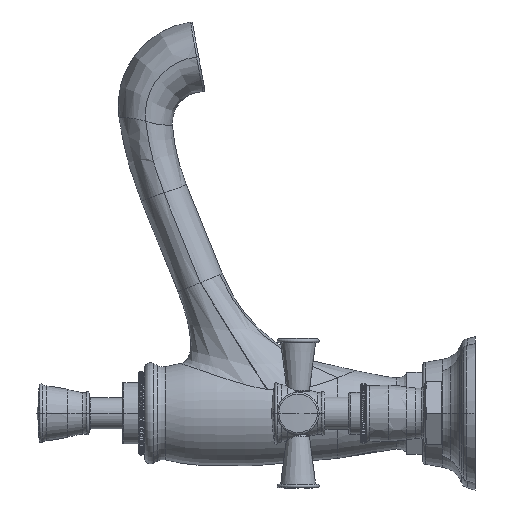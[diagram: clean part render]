
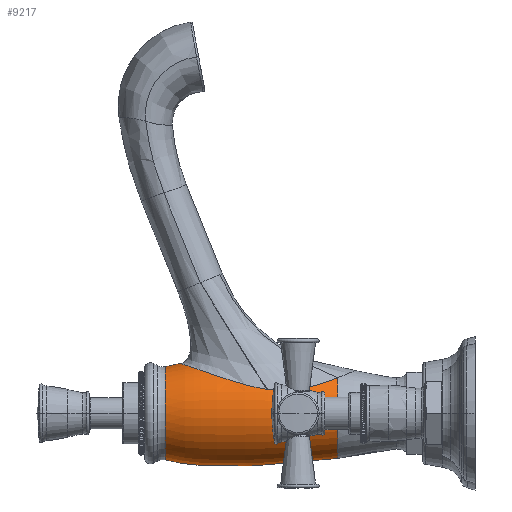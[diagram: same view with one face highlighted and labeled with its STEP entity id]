
A CAD part, left-side view. The second image highlights one B-rep face of the part: STEP entity #9217.
In plain terms, the highlighted face is a revolution surface.
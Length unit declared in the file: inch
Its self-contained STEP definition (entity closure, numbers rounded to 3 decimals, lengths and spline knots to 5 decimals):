
#559=CARTESIAN_POINT('',(-0.8119,4.805,
0.));
#561=CARTESIAN_POINT('',(-0.8119,4.805,
0.));
#562=CARTESIAN_POINT('',(-0.79834,4.88749,
0.));
#563=CARTESIAN_POINT('',(-0.78135,4.97002,
0.));
#564=CARTESIAN_POINT('',(-0.76006,5.05263,
0.));
#964=CARTESIAN_POINT('',(0.,2.2403,0.));
#965=DIRECTION('',(0.,1.,0.));
#966=DIRECTION('',(1.,0.,0.));
#967=AXIS2_PLACEMENT_3D('',#964,#965,#966);
#985=CARTESIAN_POINT('',(-0.38877,3.38,
-0.75));
#986=CARTESIAN_POINT('',(-0.38203,3.3295,
-0.75));
#987=CARTESIAN_POINT('',(-0.37475,3.25334,
-0.74788));
#988=CARTESIAN_POINT('',(-0.37184,3.15168,
-0.74068));
#989=CARTESIAN_POINT('',(-0.37318,3.07561,
-0.73307));
#990=CARTESIAN_POINT('',(-0.37802,2.99994,
-0.72322));
#991=CARTESIAN_POINT('',(-0.38623,2.92489,
-0.71112));
#992=CARTESIAN_POINT('',(-0.39752,2.85065,
-0.69675));
#993=CARTESIAN_POINT('',(-0.41158,2.77737,
-0.68007));
#994=CARTESIAN_POINT('',(-0.42801,2.70518,
-0.66103));
#995=CARTESIAN_POINT('',(-0.44646,2.63417,
-0.63956));
#996=CARTESIAN_POINT('',(-0.46656,2.56442,
-0.61555));
#997=CARTESIAN_POINT('',(-0.48797,2.49606,
-0.58885));
#998=CARTESIAN_POINT('',(-0.51037,2.42921,
-0.55929));
#999=CARTESIAN_POINT('',(-0.54114,2.34233,
-0.51576));
#1000=CARTESIAN_POINT('',(-0.56479,2.28002,
-0.47806));
#1001=CARTESIAN_POINT('',(-0.58035,2.2403,
-0.45021));
#1003=CARTESIAN_POINT('',(0.7345,2.2403,0.));
#1004=CARTESIAN_POINT('',(0.75737,2.43026,0.));
#1005=CARTESIAN_POINT('',(0.83236,3.08476,0.));
#1006=CARTESIAN_POINT('',(0.89196,4.02693,0.));
#1007=CARTESIAN_POINT('',(0.83313,4.76915,0.));
#1008=CARTESIAN_POINT('',(0.76006,5.05263,0.));
#1010=CARTESIAN_POINT('',(0.,5.05263,0.));
#1011=DIRECTION('',(0.,1.,0.));
#1012=DIRECTION('',(1.,0.,0.));
#1013=AXIS2_PLACEMENT_3D('',#1010,#1011,#1012);
#1015=CARTESIAN_POINT('',(-0.8119,4.805,
0.));
#1016=CARTESIAN_POINT('',(-0.8119,4.805,
-0.01866));
#1017=CARTESIAN_POINT('',(-0.81104,4.80234,
-0.05599));
#1018=CARTESIAN_POINT('',(-0.80727,4.79064,
-0.11076));
#1019=CARTESIAN_POINT('',(-0.80124,4.77199,
-0.16333));
#1020=CARTESIAN_POINT('',(-0.79322,4.74739,
-0.21308));
#1021=CARTESIAN_POINT('',(-0.78354,4.71786,
-0.25974));
#1022=CARTESIAN_POINT('',(-0.76874,4.67312,
-0.31773));
#1023=CARTESIAN_POINT('',(-0.74732,4.60914,
-0.38254));
#1024=CARTESIAN_POINT('',(-0.71832,4.52396,
-0.44944));
#1025=CARTESIAN_POINT('',(-0.67651,4.40274,
-0.5262));
#1026=CARTESIAN_POINT('',(-0.62018,4.24137,
-0.60217));
#1027=CARTESIAN_POINT('',(-0.55191,4.03849,
-0.66884));
#1028=CARTESIAN_POINT('',(-0.48692,3.82899,
-0.71502));
#1029=CARTESIAN_POINT('',(-0.42956,3.6141,
-0.74283));
#1030=CARTESIAN_POINT('',(-0.40099,3.46746,
-0.7496));
#1031=CARTESIAN_POINT('',(-0.39062,3.39356,
-0.74997));
#1033=CARTESIAN_POINT('',(-0.39062,3.39356,
-0.74997));
#1034=CARTESIAN_POINT('',(-0.38999,3.38904,
-0.74999));
#1035=CARTESIAN_POINT('',(-0.38937,3.38452,
-0.75));
#1036=CARTESIAN_POINT('',(-0.38877,3.38,
-0.75));
#6526=CARTESIAN_POINT('',(0.76006,5.05263,0.));
#6527=VERTEX_POINT('',#6526);
#6529=CARTESIAN_POINT('',(-0.76006,5.05263,0.));
#6531=VERTEX_POINT('',#6529);
#6533=VERTEX_POINT('',#559);
#6534=VERTEX_POINT('',#1003);
#6629=CARTESIAN_POINT('',(-0.58035,2.2403,
-0.45021));
#6630=VERTEX_POINT('',#6629);
#6631=VERTEX_POINT('',#985);
#6632=VERTEX_POINT('',#1031);
#9194=CARTESIAN_POINT('',(0.76006,5.05263,0.));
#9195=CARTESIAN_POINT('',(0.83313,4.76915,0.));
#9196=CARTESIAN_POINT('',(0.89196,4.02693,0.));
#9197=CARTESIAN_POINT('',(0.83236,3.08476,0.));
#9198=CARTESIAN_POINT('',(0.75737,2.43026,0.));
#9199=CARTESIAN_POINT('',(0.7345,2.2403,0.));
#9201=CARTESIAN_POINT('',(0.,5.6165,0.));
#9202=DIRECTION('',(0.,-1.,0.));
#9203=AXIS1_PLACEMENT('',#9201,#9202);
#9204=SURFACE_OF_REVOLUTION('',#9200,#9203);
#9206=ORIENTED_EDGE('',*,*,#9205,.T.);
#9207=ORIENTED_EDGE('',*,*,#9186,.F.);
#9208=ORIENTED_EDGE('',*,*,#8467,.T.);
#9209=ORIENTED_EDGE('',*,*,#8431,.T.);
#9210=ORIENTED_EDGE('',*,*,#8464,.F.);
#9212=ORIENTED_EDGE('',*,*,#9211,.T.);
#9214=ORIENTED_EDGE('',*,*,#9213,.T.);
#9215=EDGE_LOOP('',(#9206,#9207,#9208,#9209,#9210,#9212,#9214));
#9216=FACE_OUTER_BOUND('',#9215,.F.);
#9217=ADVANCED_FACE('',(#9216),#9204,.T.);
#565=B_SPLINE_CURVE_WITH_KNOTS('',3,(#561,#562,#563,#564),.UNSPECIFIED.,.F.,.F.,
(4,4),(0.,1.),.UNSPECIFIED.);
#968=CIRCLE('',#967,0.7345);
#1002=B_SPLINE_CURVE_WITH_KNOTS('',3,(#985,#986,#987,#988,#989,#990,#991,#992,
#993,#994,#995,#996,#997,#998,#999,#1000,#1001),.UNSPECIFIED.,.F.,.F.,(4,1,1,1,
1,1,1,1,1,1,1,1,1,1,4),(0.,0.125,0.1875,
0.25,0.3125,0.375,0.4375,
0.5,0.5625,0.625,0.6875,
0.75,0.8125,0.875,1.),.UNSPECIFIED.);
#1009=B_SPLINE_CURVE_WITH_KNOTS('',3,(#1003,#1004,#1005,#1006,#1007,#1008),
.UNSPECIFIED.,.F.,.F.,(4,1,1,4),(0.,0.20266,0.6966,1.),
.UNSPECIFIED.);
#1014=CIRCLE('',#1013,0.76006);
#1032=B_SPLINE_CURVE_WITH_KNOTS('',3,(#1015,#1016,#1017,#1018,#1019,#1020,#1021,
#1022,#1023,#1024,#1025,#1026,#1027,#1028,#1029,#1030,#1031),.UNSPECIFIED.,.F.,
.F.,(4,1,1,1,1,1,1,1,1,1,1,1,1,1,4),(0.,0.03125,0.0625,
0.09375,0.125,0.15625,0.1875,0.25,
0.3125,0.375,0.5,0.625,
0.75,0.875,1.),.UNSPECIFIED.);
#1037=B_SPLINE_CURVE_WITH_KNOTS('',3,(#1033,#1034,#1035,#1036),.UNSPECIFIED.,
.F.,.F.,(4,4),(0.,1.),.UNSPECIFIED.);
#8431=EDGE_CURVE('',#6527,#6531,#1014,.T.);
#8464=EDGE_CURVE('',#6533,#6531,#565,.T.);
#8467=EDGE_CURVE('',#6534,#6527,#1009,.T.);
#9186=EDGE_CURVE('',#6534,#6630,#968,.T.);
#9200=B_SPLINE_CURVE_WITH_KNOTS('',3,(#9194,#9195,#9196,#9197,#9198,#9199),
.UNSPECIFIED.,.F.,.F.,(4,1,1,4),(0.,0.3034,0.79734,1.),
.UNSPECIFIED.);
#9205=EDGE_CURVE('',#6631,#6630,#1002,.T.);
#9211=EDGE_CURVE('',#6533,#6632,#1032,.T.);
#9213=EDGE_CURVE('',#6632,#6631,#1037,.T.);
